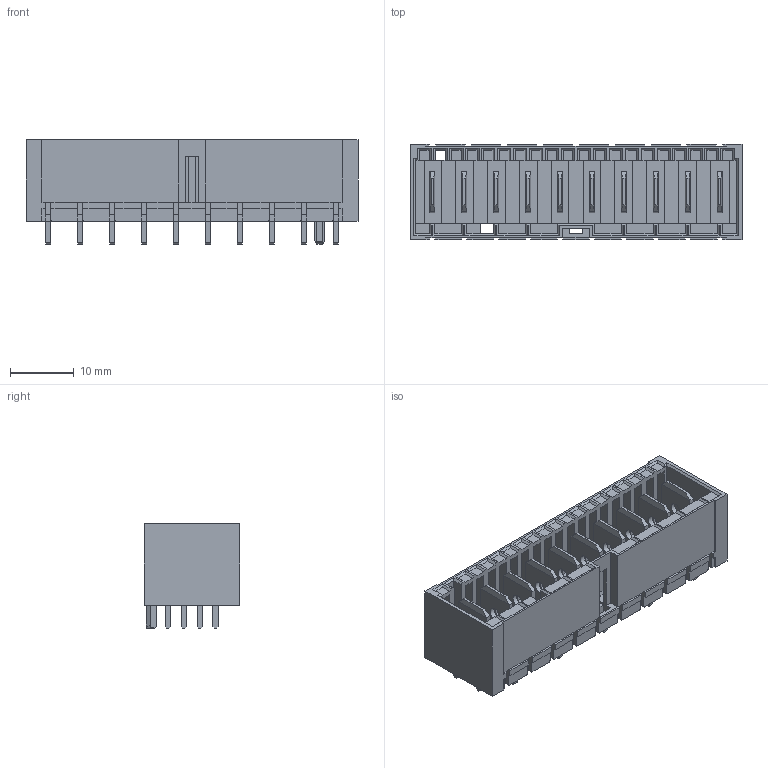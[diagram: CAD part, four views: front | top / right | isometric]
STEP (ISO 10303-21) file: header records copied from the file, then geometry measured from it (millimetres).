
FILE_DESCRIPTION(/* description */ ('Unknown'),/* implementation_level */ '2;1');
FILE_NAME(/* name */ '637101110110',/* time_stamp */ '2025-05-23T13:50:18+02:00',/* author */ ('Unknown'),/* organization */ ('Unknown'),/* preprocessor_version */ 'ST-DEVELOPER v19.4',/* originating_system */ 'Solid Edge',/* authorisation */ 'Unknown');
FILE_SCHEMA (('AUTOMOTIVE_DESIGN {1 0 10303 214 3 1 1}'));
Length unit declared in the file: millimetre
Products named in the file (3): 63710111xxxx; 637101110110; 63710111xxxx_Blade
Assembly tree (11 placements, depth 2):
  63710111xxxx
    637101110110
    63710111xxxx_Blade  x10
Bounding box: 52 x 14.9 x 16.4 mm (x, y, z)
Volume: 3098.8 mm3; surface area: 8698.4 mm2
Topology: 11 solids, 11 shells, 1229 faces, 3567 edges, 2315 vertices
Faces by surface type: plane 1139, cylinder 90
Full cylindrical faces by diameter (mm): 2 x10
Entity records: 27439 total; most frequent: ORIENTED_EDGE 4918, CARTESIAN_POINT 4890, DIRECTION 4259, EDGE_CURVE 2459, LINE 2367, VECTOR 2367, VERTEX_POINT 1577, AXIS2_PLACEMENT_3D 946
